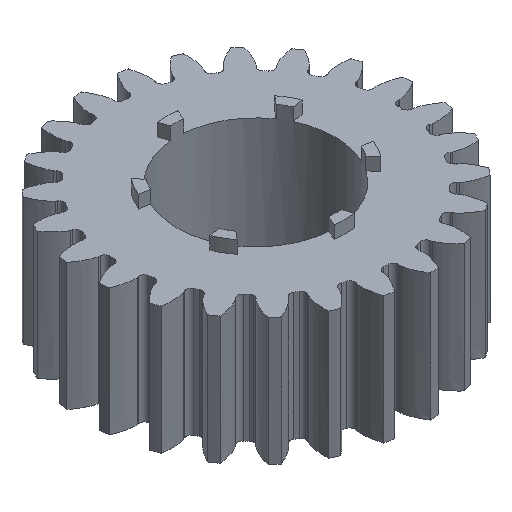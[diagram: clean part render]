
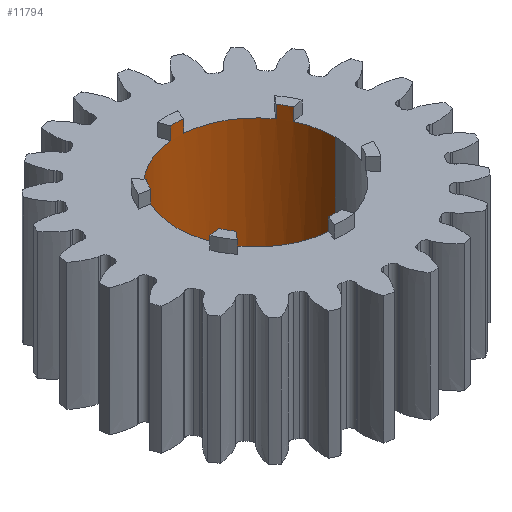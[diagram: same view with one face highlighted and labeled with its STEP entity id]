
A CAD part, isometric view. The second image highlights one B-rep face of the part: STEP entity #11794.
In plain terms, the highlighted cylindrical face has radius 31 mm (diameter 62 mm), a partial arc.
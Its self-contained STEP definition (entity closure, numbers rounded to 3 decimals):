
#57=CARTESIAN_POINT('Line Origine',(2.5,30.899,52.5)) ;
#61=CARTESIAN_POINT('Vertex',(2.5,30.899,50.)) ;
#63=CARTESIAN_POINT('Vertex',(2.5,30.899,55.)) ;
#132=CARTESIAN_POINT('Vertex',(-2.5,30.899,55.)) ;
#135=CARTESIAN_POINT('Axis2P3D Location',(0.,0.,55.)) ;
#156=CARTESIAN_POINT('Vertex',(-2.5,30.899,50.)) ;
#159=CARTESIAN_POINT('Line Origine',(-2.5,30.899,52.5)) ;
#211=CARTESIAN_POINT('Line Origine',(-25.509,17.615,52.5)) ;
#215=CARTESIAN_POINT('Vertex',(-25.509,17.615,50.)) ;
#217=CARTESIAN_POINT('Vertex',(-25.509,17.615,55.)) ;
#246=CARTESIAN_POINT('Vertex',(-28.009,13.284,50.)) ;
#249=CARTESIAN_POINT('Line Origine',(-28.009,13.284,52.5)) ;
#253=CARTESIAN_POINT('Vertex',(-28.009,13.284,55.)) ;
#268=CARTESIAN_POINT('Axis2P3D Location',(0.,0.,55.)) ;
#320=CARTESIAN_POINT('Line Origine',(28.009,13.284,52.5)) ;
#324=CARTESIAN_POINT('Vertex',(28.009,13.284,50.)) ;
#326=CARTESIAN_POINT('Vertex',(28.009,13.284,55.)) ;
#355=CARTESIAN_POINT('Vertex',(25.509,17.615,50.)) ;
#358=CARTESIAN_POINT('Line Origine',(25.509,17.615,52.5)) ;
#362=CARTESIAN_POINT('Vertex',(25.509,17.615,55.)) ;
#377=CARTESIAN_POINT('Axis2P3D Location',(0.,0.,55.)) ;
#7099=CARTESIAN_POINT('Vertex',(-31.,0.,50.)) ;
#7102=CARTESIAN_POINT('Axis2P3D Location',(0.,0.,50.)) ;
#7107=CARTESIAN_POINT('Axis2P3D Location',(0.,0.,50.)) ;
#7112=CARTESIAN_POINT('Axis2P3D Location',(0.,0.,50.)) ;
#7117=CARTESIAN_POINT('Axis2P3D Location',(0.,0.,50.)) ;
#7121=CARTESIAN_POINT('Vertex',(31.,0.,50.)) ;
#11719=CARTESIAN_POINT('Axis2P3D Location',(0.,0.,5.)) ;
#11723=CARTESIAN_POINT('Vertex',(31.,0.,5.)) ;
#11725=CARTESIAN_POINT('Vertex',(-31.,0.,5.)) ;
#11742=CARTESIAN_POINT('Axis2P3D Location',(0.,0.,27.5)) ;
#11747=CARTESIAN_POINT('Line Origine',(31.,0.,50.)) ;
#11752=CARTESIAN_POINT('Line Origine',(-31.,0.,50.)) ;
#58=DIRECTION('Vector Direction',(0.,0.,1.)) ;
#136=DIRECTION('Axis2P3D Direction',(0.,0.,1.)) ;
#160=DIRECTION('Vector Direction',(0.,0.,1.)) ;
#212=DIRECTION('Vector Direction',(0.,0.,1.)) ;
#250=DIRECTION('Vector Direction',(0.,0.,1.)) ;
#269=DIRECTION('Axis2P3D Direction',(0.,0.,1.)) ;
#321=DIRECTION('Vector Direction',(0.,0.,1.)) ;
#359=DIRECTION('Vector Direction',(0.,0.,1.)) ;
#378=DIRECTION('Axis2P3D Direction',(0.,0.,1.)) ;
#7103=DIRECTION('Axis2P3D Direction',(0.,0.,1.)) ;
#7108=DIRECTION('Axis2P3D Direction',(0.,0.,1.)) ;
#7113=DIRECTION('Axis2P3D Direction',(0.,0.,1.)) ;
#7118=DIRECTION('Axis2P3D Direction',(0.,0.,1.)) ;
#11720=DIRECTION('Axis2P3D Direction',(0.,0.,1.)) ;
#11743=DIRECTION('Axis2P3D Direction',(0.,0.,1.)) ;
#11744=DIRECTION('Axis2P3D XDirection',(1.,0.,0.)) ;
#11748=DIRECTION('Vector Direction',(0.,0.,1.)) ;
#11753=DIRECTION('Vector Direction',(0.,0.,1.)) ;
#137=AXIS2_PLACEMENT_3D('Circle Axis2P3D',#135,#136,$) ;
#270=AXIS2_PLACEMENT_3D('Circle Axis2P3D',#268,#269,$) ;
#379=AXIS2_PLACEMENT_3D('Circle Axis2P3D',#377,#378,$) ;
#7104=AXIS2_PLACEMENT_3D('Circle Axis2P3D',#7102,#7103,$) ;
#7109=AXIS2_PLACEMENT_3D('Circle Axis2P3D',#7107,#7108,$) ;
#7114=AXIS2_PLACEMENT_3D('Circle Axis2P3D',#7112,#7113,$) ;
#7119=AXIS2_PLACEMENT_3D('Circle Axis2P3D',#7117,#7118,$) ;
#11721=AXIS2_PLACEMENT_3D('Circle Axis2P3D',#11719,#11720,$) ;
#11745=AXIS2_PLACEMENT_3D('Cylinder Axis2P3D',#11742,#11743,#11744) ;
#11777=ORIENTED_EDGE('',*,*,#364,.F.) ;
#11778=ORIENTED_EDGE('',*,*,#7116,.T.) ;
#11779=ORIENTED_EDGE('',*,*,#65,.T.) ;
#11780=ORIENTED_EDGE('',*,*,#139,.F.) ;
#11781=ORIENTED_EDGE('',*,*,#163,.F.) ;
#11782=ORIENTED_EDGE('',*,*,#7111,.T.) ;
#11783=ORIENTED_EDGE('',*,*,#219,.T.) ;
#11784=ORIENTED_EDGE('',*,*,#272,.F.) ;
#11785=ORIENTED_EDGE('',*,*,#255,.F.) ;
#11786=ORIENTED_EDGE('',*,*,#7106,.T.) ;
#11787=ORIENTED_EDGE('',*,*,#11756,.T.) ;
#11788=ORIENTED_EDGE('',*,*,#11727,.F.) ;
#11789=ORIENTED_EDGE('',*,*,#11751,.F.) ;
#11790=ORIENTED_EDGE('',*,*,#7123,.T.) ;
#11791=ORIENTED_EDGE('',*,*,#328,.T.) ;
#11792=ORIENTED_EDGE('',*,*,#381,.F.) ;
#59=VECTOR('Line Direction',#58,1.) ;
#161=VECTOR('Line Direction',#160,1.) ;
#213=VECTOR('Line Direction',#212,1.) ;
#251=VECTOR('Line Direction',#250,1.) ;
#322=VECTOR('Line Direction',#321,1.) ;
#360=VECTOR('Line Direction',#359,1.) ;
#11749=VECTOR('Line Direction',#11748,1.) ;
#11754=VECTOR('Line Direction',#11753,1.) ;
#11794=ADVANCED_FACE('PartBody',(#11793),#11746,.F.) ;
#138=CIRCLE('generated circle',#137,31.) ;
#271=CIRCLE('generated circle',#270,31.) ;
#380=CIRCLE('generated circle',#379,31.) ;
#7105=CIRCLE('generated circle',#7104,31.) ;
#7110=CIRCLE('generated circle',#7109,31.) ;
#7115=CIRCLE('generated circle',#7114,31.) ;
#7120=CIRCLE('generated circle',#7119,31.) ;
#11722=CIRCLE('generated circle',#11721,31.) ;
#11746=CYLINDRICAL_SURFACE('generated cylinder',#11745,31.) ;
#65=EDGE_CURVE('',#62,#64,#60,.T.) ;
#139=EDGE_CURVE('',#133,#64,#138,.F.) ;
#163=EDGE_CURVE('',#157,#133,#162,.T.) ;
#219=EDGE_CURVE('',#216,#218,#214,.T.) ;
#255=EDGE_CURVE('',#247,#254,#252,.T.) ;
#272=EDGE_CURVE('',#254,#218,#271,.F.) ;
#328=EDGE_CURVE('',#325,#327,#323,.T.) ;
#364=EDGE_CURVE('',#356,#363,#361,.T.) ;
#381=EDGE_CURVE('',#363,#327,#380,.F.) ;
#7106=EDGE_CURVE('',#247,#7100,#7105,.T.) ;
#7111=EDGE_CURVE('',#157,#216,#7110,.T.) ;
#7116=EDGE_CURVE('',#356,#62,#7115,.T.) ;
#7123=EDGE_CURVE('',#7122,#325,#7120,.T.) ;
#11727=EDGE_CURVE('',#11724,#11726,#11722,.T.) ;
#11751=EDGE_CURVE('',#7122,#11724,#11750,.F.) ;
#11756=EDGE_CURVE('',#7100,#11726,#11755,.F.) ;
#11776=EDGE_LOOP('',(#11777,#11778,#11779,#11780,#11781,#11782,#11783,#11784,#11785,#11786,#11787,#11788,#11789,#11790,#11791,#11792)) ;
#11793=FACE_OUTER_BOUND('',#11776,.T.) ;
#60=LINE('Line',#57,#59) ;
#162=LINE('Line',#159,#161) ;
#214=LINE('Line',#211,#213) ;
#252=LINE('Line',#249,#251) ;
#323=LINE('Line',#320,#322) ;
#361=LINE('Line',#358,#360) ;
#11750=LINE('Line',#11747,#11749) ;
#11755=LINE('Line',#11752,#11754) ;
#62=VERTEX_POINT('',#61) ;
#64=VERTEX_POINT('',#63) ;
#133=VERTEX_POINT('',#132) ;
#157=VERTEX_POINT('',#156) ;
#216=VERTEX_POINT('',#215) ;
#218=VERTEX_POINT('',#217) ;
#247=VERTEX_POINT('',#246) ;
#254=VERTEX_POINT('',#253) ;
#325=VERTEX_POINT('',#324) ;
#327=VERTEX_POINT('',#326) ;
#356=VERTEX_POINT('',#355) ;
#363=VERTEX_POINT('',#362) ;
#7100=VERTEX_POINT('',#7099) ;
#7122=VERTEX_POINT('',#7121) ;
#11724=VERTEX_POINT('',#11723) ;
#11726=VERTEX_POINT('',#11725) ;
